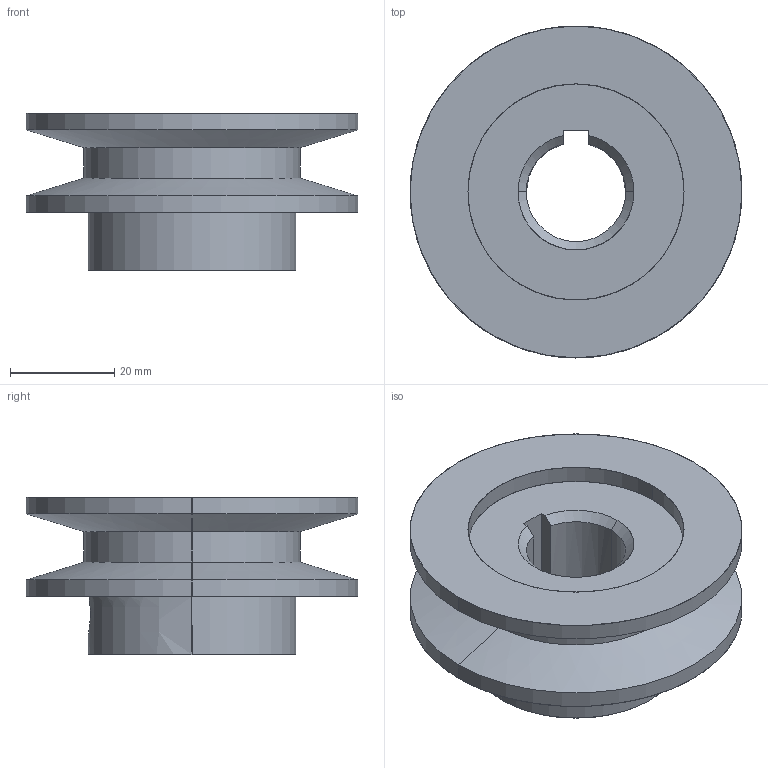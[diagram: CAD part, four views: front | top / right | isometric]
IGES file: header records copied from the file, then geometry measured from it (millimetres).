
Start section: SolidWorks IGES file using analytic representation for surfaces
Global section: file name: AKAK25X0726730555631.igs; native system: SolidWorks 2017; preprocessor: SolidWorks 2017; author: partstream; date: 170726.073105; units: inch
Bounding box: 63.75 x 63.75 x 30.23 mm (x, y, z)
Surface area: 15322.8 mm2 (no closed solid volume)
Topology: 0 solids, 0 shells, 71 faces, 907 edges, 907 vertices
Faces by surface type: bspline 49, revolution 22
